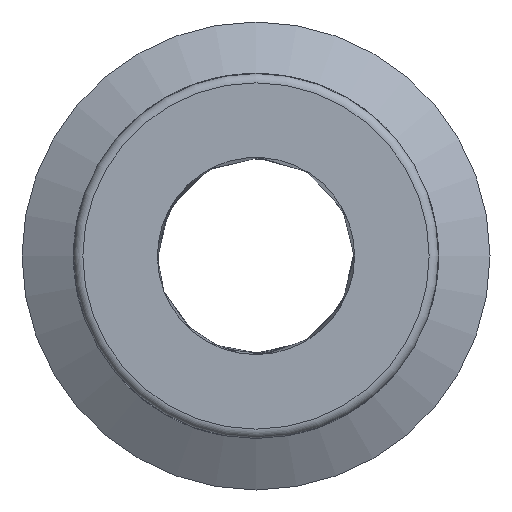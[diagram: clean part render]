
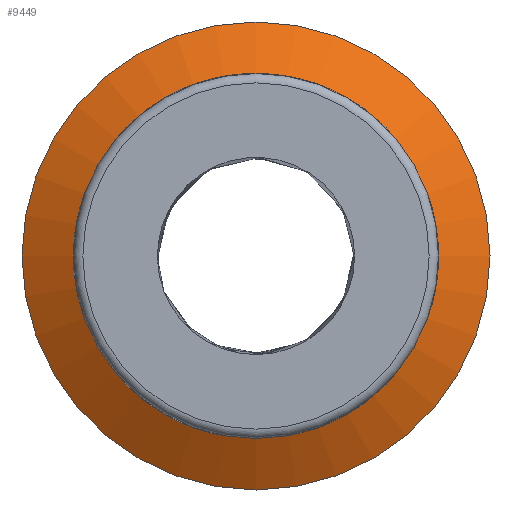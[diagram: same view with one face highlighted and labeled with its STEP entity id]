
A CAD part, left-side view. The second image highlights one B-rep face of the part: STEP entity #9449.
In plain terms, the highlighted conical face has half-angle 60 degrees and reference radius 8.477 mm.
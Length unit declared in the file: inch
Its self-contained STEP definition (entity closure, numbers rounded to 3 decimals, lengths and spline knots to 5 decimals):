
#7867=CARTESIAN_POINT('',(0.57,0.2925,0.0));
#7868=VERTEX_POINT('',#7867);
#7869=CARTESIAN_POINT('',(0.57,0.0,0.0));
#7870=DIRECTION('',(1.0,0.0,0.0));
#7871=DIRECTION('',(0.0,1.0,0.0));
#7872=AXIS2_PLACEMENT_3D('',#7869,#7870,#7871);
#7873=CIRCLE('',#7872,0.2925);
#7874=EDGE_CURVE('',#7868,#7868,#7873,.T.);
#9430=CARTESIAN_POINT('',(0.59382,0.0,0.0));
#9431=DIRECTION('',(1.0,0.0,0.0));
#9432=DIRECTION('',(0.0,1.0,0.0));
#9433=AXIS2_PLACEMENT_3D('',#9430,#9431,#9432);
#9434=CONICAL_SURFACE('',#9433,0.33375,60.);
#9435=CARTESIAN_POINT('',(0.61763,0.375,0.0));
#9436=VERTEX_POINT('',#9435);
#9437=CARTESIAN_POINT('',(0.61763,0.0,0.0));
#9438=DIRECTION('',(1.0,0.0,0.0));
#9439=DIRECTION('',(0.0,1.0,0.0));
#9440=AXIS2_PLACEMENT_3D('',#9437,#9438,#9439);
#9441=CIRCLE('',#9440,0.375);
#9442=EDGE_CURVE('',#9436,#9436,#9441,.T.);
#9443=ORIENTED_EDGE('',*,*,#9442,.F.);
#9444=EDGE_LOOP('',(#9443));
#9445=FACE_OUTER_BOUND('',#9444,.T.);
#9446=ORIENTED_EDGE('',*,*,#7874,.T.);
#9447=EDGE_LOOP('',(#9446));
#9448=FACE_BOUND('',#9447,.T.);
#9449=ADVANCED_FACE('',(#9445,#9448),#9434,.T.);
